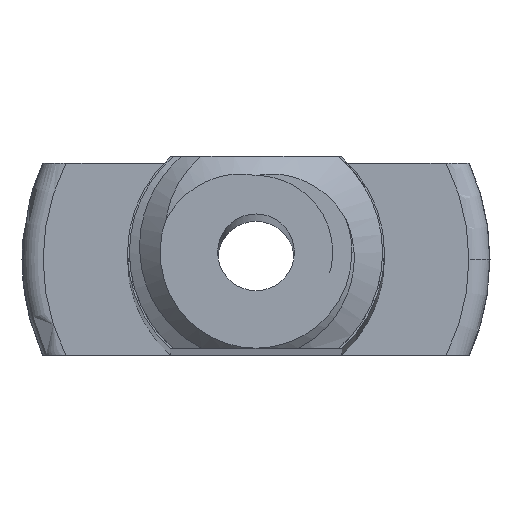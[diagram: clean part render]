
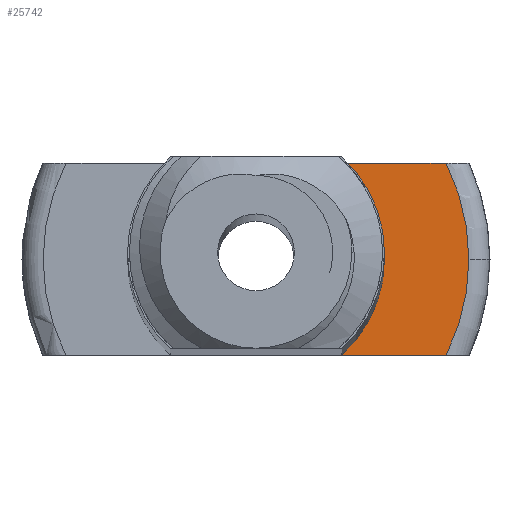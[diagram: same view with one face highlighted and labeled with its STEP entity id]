
A CAD part, top view. The second image highlights one B-rep face of the part: STEP entity #25742.
In plain terms, the highlighted planar face has unit normal (0, 0, 1).
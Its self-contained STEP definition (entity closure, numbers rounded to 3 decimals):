
#7093 = PLANE('',#7094);
#7094 = AXIS2_PLACEMENT_3D('',#7095,#7096,#7097);
#7095 = CARTESIAN_POINT('',(-12.5,-2.5,200.));
#7096 = DIRECTION('',(0.,1.,0.));
#7097 = DIRECTION('',(-1.,0.,0.));
#7882 = PLANE('',#7883);
#7883 = AXIS2_PLACEMENT_3D('',#7884,#7885,#7886);
#7884 = CARTESIAN_POINT('',(-12.5,2.5,200.));
#7885 = DIRECTION('',(0.,-1.,0.));
#7886 = DIRECTION('',(1.,0.,0.));
#11343 = VERTEX_POINT('',#11344);
#11344 = CARTESIAN_POINT('',(4.955,-2.5,0.));
#11396 = TOROIDAL_SURFACE('',#11397,5.55,0.55);
#11397 = AXIS2_PLACEMENT_3D('',#11398,#11399,#11400);
#11398 = CARTESIAN_POINT('',(0.,0.,-0.55
    ));
#11399 = DIRECTION('',(0.,0.,1.));
#11400 = DIRECTION('',(1.,0.,0.));
#11427 = EDGE_CURVE('',#11428,#11343,#11430,.T.);
#11428 = VERTEX_POINT('',#11429);
#11429 = CARTESIAN_POINT('',(2.23,-2.5,0.));
#11430 = SURFACE_CURVE('',#11431,(#11435,#11442),.PCURVE_S1.);
#11431 = LINE('',#11432,#11433);
#11432 = CARTESIAN_POINT('',(-6.25,-2.5,0.));
#11433 = VECTOR('',#11434,1.);
#11434 = DIRECTION('',(1.,0.,0.));
#11435 = PCURVE('',#7093,#11436);
#11436 = DEFINITIONAL_REPRESENTATION('',(#11437),#11441);
#11437 = LINE('',#11438,#11439);
#11438 = CARTESIAN_POINT('',(-6.25,-200.));
#11439 = VECTOR('',#11440,1.);
#11440 = DIRECTION('',(-1.,0.));
#11441 = ( GEOMETRIC_REPRESENTATION_CONTEXT(2) 
PARAMETRIC_REPRESENTATION_CONTEXT() REPRESENTATION_CONTEXT('2D SPACE',''
  ) );
#11442 = PCURVE('',#11443,#11448);
#11443 = PLANE('',#11444);
#11444 = AXIS2_PLACEMENT_3D('',#11445,#11446,#11447);
#11445 = CARTESIAN_POINT('',(0.,0.,
    0.));
#11446 = DIRECTION('',(0.,0.,-1.));
#11447 = DIRECTION('',(1.,0.,0.));
#11448 = DEFINITIONAL_REPRESENTATION('',(#11449),#11453);
#11449 = LINE('',#11450,#11451);
#11450 = CARTESIAN_POINT('',(-6.25,2.5));
#11451 = VECTOR('',#11452,1.);
#11452 = DIRECTION('',(1.,0.));
#11453 = ( GEOMETRIC_REPRESENTATION_CONTEXT(2) 
PARAMETRIC_REPRESENTATION_CONTEXT() REPRESENTATION_CONTEXT('2D SPACE',''
  ) );
#11471 = CYLINDRICAL_SURFACE('',#11472,3.35);
#11472 = AXIS2_PLACEMENT_3D('',#11473,#11474,#11475);
#11473 = CARTESIAN_POINT('',(0.,0.,
    98.6));
#11474 = DIRECTION('',(0.,0.,-1.));
#11475 = DIRECTION('',(1.,0.,0.));
#23054 = TOROIDAL_SURFACE('',#23055,5.55,0.55);
#23055 = AXIS2_PLACEMENT_3D('',#23056,#23057,#23058);
#23056 = CARTESIAN_POINT('',(0.,0.,-0.55
    ));
#23057 = DIRECTION('',(0.,0.,1.));
#23058 = DIRECTION('',(1.,0.,0.));
#24758 = VERTEX_POINT('',#24759);
#24759 = CARTESIAN_POINT('',(4.955,2.5,0.));
#24837 = EDGE_CURVE('',#24838,#24758,#24840,.T.);
#24838 = VERTEX_POINT('',#24839);
#24839 = CARTESIAN_POINT('',(2.23,2.5,0.));
#24840 = SURFACE_CURVE('',#24841,(#24845,#24852),.PCURVE_S1.);
#24841 = LINE('',#24842,#24843);
#24842 = CARTESIAN_POINT('',(-6.25,2.5,0.));
#24843 = VECTOR('',#24844,1.);
#24844 = DIRECTION('',(1.,0.,0.));
#24845 = PCURVE('',#7882,#24846);
#24846 = DEFINITIONAL_REPRESENTATION('',(#24847),#24851);
#24847 = LINE('',#24848,#24849);
#24848 = CARTESIAN_POINT('',(6.25,-200.));
#24849 = VECTOR('',#24850,1.);
#24850 = DIRECTION('',(1.,0.));
#24851 = ( GEOMETRIC_REPRESENTATION_CONTEXT(2) 
PARAMETRIC_REPRESENTATION_CONTEXT() REPRESENTATION_CONTEXT('2D SPACE',''
  ) );
#24852 = PCURVE('',#11443,#24853);
#24853 = DEFINITIONAL_REPRESENTATION('',(#24854),#24858);
#24854 = LINE('',#24855,#24856);
#24855 = CARTESIAN_POINT('',(-6.25,-2.5));
#24856 = VECTOR('',#24857,1.);
#24857 = DIRECTION('',(1.,0.));
#24858 = ( GEOMETRIC_REPRESENTATION_CONTEXT(2) 
PARAMETRIC_REPRESENTATION_CONTEXT() REPRESENTATION_CONTEXT('2D SPACE',''
  ) );
#24874 = CYLINDRICAL_SURFACE('',#24875,3.35);
#24875 = AXIS2_PLACEMENT_3D('',#24876,#24877,#24878);
#24876 = CARTESIAN_POINT('',(0.,0.,
    98.6));
#24877 = DIRECTION('',(0.,0.,-1.));
#24878 = DIRECTION('',(1.,0.,0.));
#25669 = VERTEX_POINT('',#25670);
#25670 = CARTESIAN_POINT('',(3.35,0.,0.
    ));
#25693 = EDGE_CURVE('',#25669,#11428,#25694,.T.);
#25694 = SURFACE_CURVE('',#25695,(#25700,#25707),.PCURVE_S1.);
#25695 = CIRCLE('',#25696,3.35);
#25696 = AXIS2_PLACEMENT_3D('',#25697,#25698,#25699);
#25697 = CARTESIAN_POINT('',(0.,0.,
    0.));
#25698 = DIRECTION('',(0.,0.,-1.));
#25699 = DIRECTION('',(1.,0.,0.));
#25700 = PCURVE('',#11471,#25701);
#25701 = DEFINITIONAL_REPRESENTATION('',(#25702),#25706);
#25702 = LINE('',#25703,#25704);
#25703 = CARTESIAN_POINT('',(0.,98.6));
#25704 = VECTOR('',#25705,1.);
#25705 = DIRECTION('',(1.,0.));
#25706 = ( GEOMETRIC_REPRESENTATION_CONTEXT(2) 
PARAMETRIC_REPRESENTATION_CONTEXT() REPRESENTATION_CONTEXT('2D SPACE',''
  ) );
#25707 = PCURVE('',#11443,#25708);
#25708 = DEFINITIONAL_REPRESENTATION('',(#25709),#25713);
#25709 = CIRCLE('',#25710,3.35);
#25710 = AXIS2_PLACEMENT_2D('',#25711,#25712);
#25711 = CARTESIAN_POINT('',(0.,0.));
#25712 = DIRECTION('',(1.,0.));
#25713 = ( GEOMETRIC_REPRESENTATION_CONTEXT(2) 
PARAMETRIC_REPRESENTATION_CONTEXT() REPRESENTATION_CONTEXT('2D SPACE',''
  ) );
#25742 = ADVANCED_FACE('',(#25743),#11443,.F.);
#25743 = FACE_BOUND('',#25744,.T.);
#25744 = EDGE_LOOP('',(#25745,#25746,#25768,#25769,#25770,#25794));
#25745 = ORIENTED_EDGE('',*,*,#24837,.F.);
#25746 = ORIENTED_EDGE('',*,*,#25747,.T.);
#25747 = EDGE_CURVE('',#24838,#25669,#25748,.T.);
#25748 = SURFACE_CURVE('',#25749,(#25754,#25761),.PCURVE_S1.);
#25749 = CIRCLE('',#25750,3.35);
#25750 = AXIS2_PLACEMENT_3D('',#25751,#25752,#25753);
#25751 = CARTESIAN_POINT('',(0.,0.,
    0.));
#25752 = DIRECTION('',(0.,0.,-1.));
#25753 = DIRECTION('',(1.,0.,0.));
#25754 = PCURVE('',#11443,#25755);
#25755 = DEFINITIONAL_REPRESENTATION('',(#25756),#25760);
#25756 = CIRCLE('',#25757,3.35);
#25757 = AXIS2_PLACEMENT_2D('',#25758,#25759);
#25758 = CARTESIAN_POINT('',(0.,0.));
#25759 = DIRECTION('',(1.,0.));
#25760 = ( GEOMETRIC_REPRESENTATION_CONTEXT(2) 
PARAMETRIC_REPRESENTATION_CONTEXT() REPRESENTATION_CONTEXT('2D SPACE',''
  ) );
#25761 = PCURVE('',#24874,#25762);
#25762 = DEFINITIONAL_REPRESENTATION('',(#25763),#25767);
#25763 = LINE('',#25764,#25765);
#25764 = CARTESIAN_POINT('',(0.,98.6));
#25765 = VECTOR('',#25766,1.);
#25766 = DIRECTION('',(1.,0.));
#25767 = ( GEOMETRIC_REPRESENTATION_CONTEXT(2) 
PARAMETRIC_REPRESENTATION_CONTEXT() REPRESENTATION_CONTEXT('2D SPACE',''
  ) );
#25768 = ORIENTED_EDGE('',*,*,#25693,.T.);
#25769 = ORIENTED_EDGE('',*,*,#11427,.T.);
#25770 = ORIENTED_EDGE('',*,*,#25771,.F.);
#25771 = EDGE_CURVE('',#25772,#11343,#25774,.T.);
#25772 = VERTEX_POINT('',#25773);
#25773 = CARTESIAN_POINT('',(5.55,0.,0.
    ));
#25774 = SURFACE_CURVE('',#25775,(#25780,#25787),.PCURVE_S1.);
#25775 = CIRCLE('',#25776,5.55);
#25776 = AXIS2_PLACEMENT_3D('',#25777,#25778,#25779);
#25777 = CARTESIAN_POINT('',(0.,0.,
    0.));
#25778 = DIRECTION('',(0.,0.,-1.));
#25779 = DIRECTION('',(1.,0.,0.));
#25780 = PCURVE('',#11443,#25781);
#25781 = DEFINITIONAL_REPRESENTATION('',(#25782),#25786);
#25782 = CIRCLE('',#25783,5.55);
#25783 = AXIS2_PLACEMENT_2D('',#25784,#25785);
#25784 = CARTESIAN_POINT('',(0.,0.));
#25785 = DIRECTION('',(1.,0.));
#25786 = ( GEOMETRIC_REPRESENTATION_CONTEXT(2) 
PARAMETRIC_REPRESENTATION_CONTEXT() REPRESENTATION_CONTEXT('2D SPACE',''
  ) );
#25787 = PCURVE('',#11396,#25788);
#25788 = DEFINITIONAL_REPRESENTATION('',(#25789),#25793);
#25789 = LINE('',#25790,#25791);
#25790 = CARTESIAN_POINT('',(-0.,7.854));
#25791 = VECTOR('',#25792,1.);
#25792 = DIRECTION('',(-1.,0.));
#25793 = ( GEOMETRIC_REPRESENTATION_CONTEXT(2) 
PARAMETRIC_REPRESENTATION_CONTEXT() REPRESENTATION_CONTEXT('2D SPACE',''
  ) );
#25794 = ORIENTED_EDGE('',*,*,#25795,.F.);
#25795 = EDGE_CURVE('',#24758,#25772,#25796,.T.);
#25796 = SURFACE_CURVE('',#25797,(#25802,#25809),.PCURVE_S1.);
#25797 = CIRCLE('',#25798,5.55);
#25798 = AXIS2_PLACEMENT_3D('',#25799,#25800,#25801);
#25799 = CARTESIAN_POINT('',(0.,0.,
    0.));
#25800 = DIRECTION('',(0.,0.,-1.));
#25801 = DIRECTION('',(1.,0.,0.));
#25802 = PCURVE('',#11443,#25803);
#25803 = DEFINITIONAL_REPRESENTATION('',(#25804),#25808);
#25804 = CIRCLE('',#25805,5.55);
#25805 = AXIS2_PLACEMENT_2D('',#25806,#25807);
#25806 = CARTESIAN_POINT('',(0.,0.));
#25807 = DIRECTION('',(1.,0.));
#25808 = ( GEOMETRIC_REPRESENTATION_CONTEXT(2) 
PARAMETRIC_REPRESENTATION_CONTEXT() REPRESENTATION_CONTEXT('2D SPACE',''
  ) );
#25809 = PCURVE('',#23054,#25810);
#25810 = DEFINITIONAL_REPRESENTATION('',(#25811),#25815);
#25811 = LINE('',#25812,#25813);
#25812 = CARTESIAN_POINT('',(-0.,7.854));
#25813 = VECTOR('',#25814,1.);
#25814 = DIRECTION('',(-1.,0.));
#25815 = ( GEOMETRIC_REPRESENTATION_CONTEXT(2) 
PARAMETRIC_REPRESENTATION_CONTEXT() REPRESENTATION_CONTEXT('2D SPACE',''
  ) );
